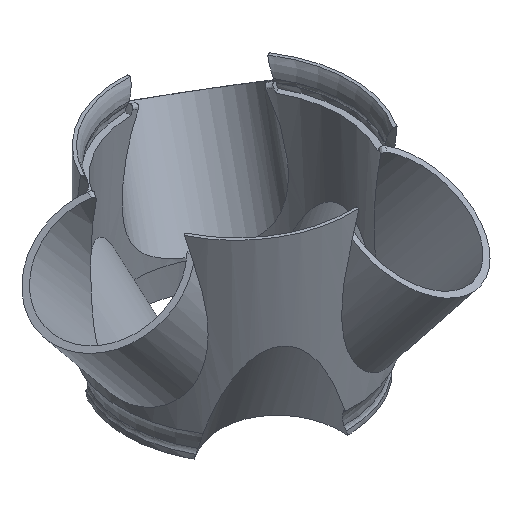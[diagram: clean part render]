
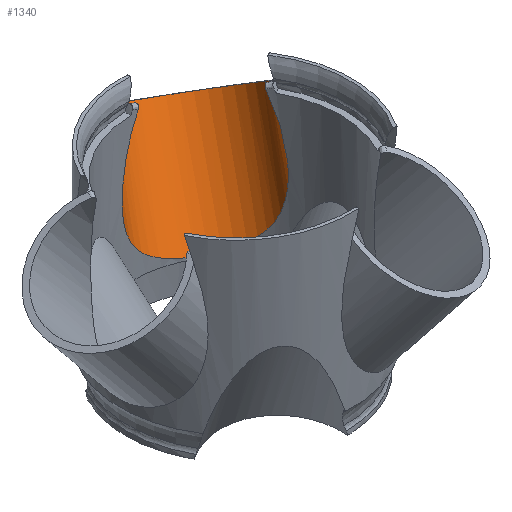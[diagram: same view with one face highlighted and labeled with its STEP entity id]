
A CAD part, isometric view. The second image highlights one B-rep face of the part: STEP entity #1340.
In plain terms, the highlighted cylindrical face has radius 40.876 mm (diameter 81.752 mm), a partial arc.
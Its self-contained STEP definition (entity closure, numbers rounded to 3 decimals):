
#100=ELLIPSE('',#1544,41.,40.876);
#155=CYLINDRICAL_SURFACE('',#1545,40.876);
#225=FACE_OUTER_BOUND('',#302,.T.);
#302=EDGE_LOOP('',(#1181,#1182,#1183,#1184));
#354=B_SPLINE_CURVE_WITH_KNOTS('',3,(#2450,#2451,#2452,#2453,#2454,#2455,
#2456,#2457,#2458,#2459,#2460,#2461,#2462,#2463,#2464,#2465,#2466,#2467,
#2468,#2469,#2470,#2471,#2472,#2473,#2474,#2475,#2476,#2477,#2478,#2479,
#2480,#2481,#2482,#2483,#2484,#2485,#2486,#2487,#2488,#2489,#2490,#2491,
#2492,#2493,#2494,#2495,#2496,#2497,#2498,#2499,#2500),.UNSPECIFIED.,.F.,
 .F.,(4,2,2,2,2,2,2,2,2,2,2,2,2,2,2,2,2,2,2,2,3,2,2,2,4),(-18.846,
-18.741,-17.206,-15.67,-14.135,
-13.118,-12.101,-11.084,-10.067,
-9.317,-8.567,-7.817,-7.067,
-6.317,-5.568,-4.818,-4.068,
-3.051,-2.034,-1.017,0.,1.535,
3.071,4.606,4.712),.UNSPECIFIED.);
#392=B_SPLINE_CURVE_WITH_KNOTS('',3,(#3195,#3196,#3197,#3198,#3199,#3200,
#3201,#3202,#3203,#3204,#3205,#3206,#3207,#3208),.UNSPECIFIED.,.F.,.F.,
(4,2,2,2,2,2,4),(0.,0.063,0.136,
0.199,0.263,0.335,0.4),
 .UNSPECIFIED.);
#393=B_SPLINE_CURVE_WITH_KNOTS('',3,(#3251,#3252,#3253,#3254,#3255,#3256,
#3257,#3258,#3259,#3260,#3261,#3262,#3263,#3264),.UNSPECIFIED.,.F.,.F.,
(4,2,2,2,2,2,4),(0.,0.064,0.136,
0.198,0.261,0.333,0.395),
 .UNSPECIFIED.);
#523=VERTEX_POINT('',#2447);
#524=VERTEX_POINT('',#2449);
#595=VERTEX_POINT('',#3194);
#596=VERTEX_POINT('',#3250);
#695=EDGE_CURVE('',#523,#524,#354,.T.);
#802=EDGE_CURVE('',#595,#524,#392,.T.);
#804=EDGE_CURVE('',#523,#596,#393,.T.);
#806=EDGE_CURVE('',#595,#596,#100,.T.);
#1181=ORIENTED_EDGE('',*,*,#695,.F.);
#1182=ORIENTED_EDGE('',*,*,#804,.T.);
#1183=ORIENTED_EDGE('',*,*,#806,.F.);
#1184=ORIENTED_EDGE('',*,*,#802,.T.);
#1340=ADVANCED_FACE('',(#225),#155,.F.);
#1544=AXIS2_PLACEMENT_3D('',#3267,#1927,#1928);
#1545=AXIS2_PLACEMENT_3D('',#3268,#1929,#1930);
#1927=DIRECTION('center_axis',(-0.287,-0.497,-0.819));
#1928=DIRECTION('ref_axis',(0.41,0.709,-0.574));
#1929=DIRECTION('center_axis',(0.318,0.55,0.772));
#1930=DIRECTION('ref_axis',(0.386,0.669,-0.635));
#2447=CARTESIAN_POINT('',(58.452,38.515,247.274));
#2449=CARTESIAN_POINT('',(4.129,69.878,247.274));
#2450=CARTESIAN_POINT('Ctrl Pts',(58.452,38.515,247.274));
#2451=CARTESIAN_POINT('Ctrl Pts',(58.535,38.389,246.937));
#2452=CARTESIAN_POINT('Ctrl Pts',(58.617,38.263,246.598));
#2453=CARTESIAN_POINT('Ctrl Pts',(59.881,36.317,241.3));
#2454=CARTESIAN_POINT('Ctrl Pts',(60.828,34.677,236.103));
#2455=CARTESIAN_POINT('Ctrl Pts',(62.325,31.907,225.518));
#2456=CARTESIAN_POINT('Ctrl Pts',(62.876,30.779,220.131));
#2457=CARTESIAN_POINT('Ctrl Pts',(63.619,29.212,209.446));
#2458=CARTESIAN_POINT('Ctrl Pts',(63.812,28.774,204.148));
#2459=CARTESIAN_POINT('Ctrl Pts',(63.812,28.774,195.64));
#2460=CARTESIAN_POINT('Ctrl Pts',(63.727,28.968,192.098));
#2461=CARTESIAN_POINT('Ctrl Pts',(63.285,29.92,185.036));
#2462=CARTESIAN_POINT('Ctrl Pts',(62.929,30.682,181.517));
#2463=CARTESIAN_POINT('Ctrl Pts',(61.828,32.844,174.818));
#2464=CARTESIAN_POINT('Ctrl Pts',(61.08,34.25,171.63));
#2465=CARTESIAN_POINT('Ctrl Pts',(59.079,37.596,165.852));
#2466=CARTESIAN_POINT('Ctrl Pts',(57.824,39.534,163.261));
#2467=CARTESIAN_POINT('Ctrl Pts',(55.181,43.112,159.401));
#2468=CARTESIAN_POINT('Ctrl Pts',(53.866,44.762,157.894));
#2469=CARTESIAN_POINT('Ctrl Pts',(50.861,48.149,155.283));
#2470=CARTESIAN_POINT('Ctrl Pts',(49.171,49.885,154.177));
#2471=CARTESIAN_POINT('Ctrl Pts',(45.49,53.262,152.42));
#2472=CARTESIAN_POINT('Ctrl Pts',(43.497,54.906,151.768));
#2473=CARTESIAN_POINT('Ctrl Pts',(39.334,57.961,150.915));
#2474=CARTESIAN_POINT('Ctrl Pts',(37.165,59.372,150.714));
#2475=CARTESIAN_POINT('Ctrl Pts',(32.835,61.872,150.714));
#2476=CARTESIAN_POINT('Ctrl Pts',(30.529,63.045,150.915));
#2477=CARTESIAN_POINT('Ctrl Pts',(25.802,65.122,151.768));
#2478=CARTESIAN_POINT('Ctrl Pts',(23.381,66.027,152.42));
#2479=CARTESIAN_POINT('Ctrl Pts',(18.616,67.525,154.177));
#2480=CARTESIAN_POINT('Ctrl Pts',(16.267,68.121,155.283));
#2481=CARTESIAN_POINT('Ctrl Pts',(11.832,69.03,157.894));
#2482=CARTESIAN_POINT('Ctrl Pts',(9.746,69.344,159.401));
#2483=CARTESIAN_POINT('Ctrl Pts',(5.326,69.844,163.261));
#2484=CARTESIAN_POINT('Ctrl Pts',(3.02,69.962,165.852));
#2485=CARTESIAN_POINT('Ctrl Pts',(-0.878,70.022,171.63));
#2486=CARTESIAN_POINT('Ctrl Pts',(-2.47,69.967,174.818));
#2487=CARTESIAN_POINT('Ctrl Pts',(-4.893,69.839,181.517));
#2488=CARTESIAN_POINT('Ctrl Pts',(-5.731,69.767,185.036));
#2489=CARTESIAN_POINT('Ctrl Pts',(-6.776,69.673,192.098));
#2490=CARTESIAN_POINT('Ctrl Pts',(-6.987,69.65,195.64));
#2491=CARTESIAN_POINT('Ctrl Pts',(-6.987,69.65,199.03));
#2492=CARTESIAN_POINT('Ctrl Pts',(-6.987,69.65,204.148));
#2493=CARTESIAN_POINT('Ctrl Pts',(-6.512,69.702,209.446));
#2494=CARTESIAN_POINT('Ctrl Pts',(-4.783,69.842,220.131));
#2495=CARTESIAN_POINT('Ctrl Pts',(-3.53,69.929,225.518));
#2496=CARTESIAN_POINT('Ctrl Pts',(-0.383,70.017,236.103));
#2497=CARTESIAN_POINT('Ctrl Pts',(1.511,70.017,241.3));
#2498=CARTESIAN_POINT('Ctrl Pts',(3.828,69.895,246.598));
#2499=CARTESIAN_POINT('Ctrl Pts',(3.978,69.887,246.937));
#2500=CARTESIAN_POINT('Ctrl Pts',(4.129,69.878,247.274));
#3194=CARTESIAN_POINT('',(4.754,72.872,248.934));
#3195=CARTESIAN_POINT('Ctrl Pts',(4.754,72.872,248.934));
#3196=CARTESIAN_POINT('Ctrl Pts',(4.796,72.689,249.027));
#3197=CARTESIAN_POINT('Ctrl Pts',(4.83,72.489,249.097));
#3198=CARTESIAN_POINT('Ctrl Pts',(4.879,72.044,249.18));
#3199=CARTESIAN_POINT('Ctrl Pts',(4.891,71.791,249.185));
#3200=CARTESIAN_POINT('Ctrl Pts',(4.873,71.288,249.096));
#3201=CARTESIAN_POINT('Ctrl Pts',(4.85,71.059,249.017));
#3202=CARTESIAN_POINT('Ctrl Pts',(4.769,70.649,248.79));
#3203=CARTESIAN_POINT('Ctrl Pts',(4.712,70.467,248.639));
#3204=CARTESIAN_POINT('Ctrl Pts',(4.564,70.147,248.272));
#3205=CARTESIAN_POINT('Ctrl Pts',(4.477,70.035,248.066));
#3206=CARTESIAN_POINT('Ctrl Pts',(4.304,69.903,247.666));
#3207=CARTESIAN_POINT('Ctrl Pts',(4.217,69.875,247.469));
#3208=CARTESIAN_POINT('Ctrl Pts',(4.129,69.878,247.274));
#3250=CARTESIAN_POINT('',(60.732,40.553,248.934));
#3251=CARTESIAN_POINT('Ctrl Pts',(58.452,38.515,247.274));
#3252=CARTESIAN_POINT('Ctrl Pts',(58.405,38.589,247.469));
#3253=CARTESIAN_POINT('Ctrl Pts',(58.386,38.679,247.666));
#3254=CARTESIAN_POINT('Ctrl Pts',(58.413,38.894,248.065));
#3255=CARTESIAN_POINT('Ctrl Pts',(58.467,39.025,248.271));
#3256=CARTESIAN_POINT('Ctrl Pts',(58.67,39.313,248.639));
#3257=CARTESIAN_POINT('Ctrl Pts',(58.799,39.454,248.789));
#3258=CARTESIAN_POINT('Ctrl Pts',(59.113,39.729,249.017));
#3259=CARTESIAN_POINT('Ctrl Pts',(59.3,39.864,249.096));
#3260=CARTESIAN_POINT('Ctrl Pts',(59.726,40.13,249.185));
#3261=CARTESIAN_POINT('Ctrl Pts',(59.95,40.247,249.18));
#3262=CARTESIAN_POINT('Ctrl Pts',(60.362,40.428,249.097));
#3263=CARTESIAN_POINT('Ctrl Pts',(60.552,40.498,249.027));
#3264=CARTESIAN_POINT('Ctrl Pts',(60.732,40.553,248.934));
#3267=CARTESIAN_POINT('Origin',(43.024,74.52,234.535));
#3268=CARTESIAN_POINT('Origin',(38.294,66.328,223.042));
